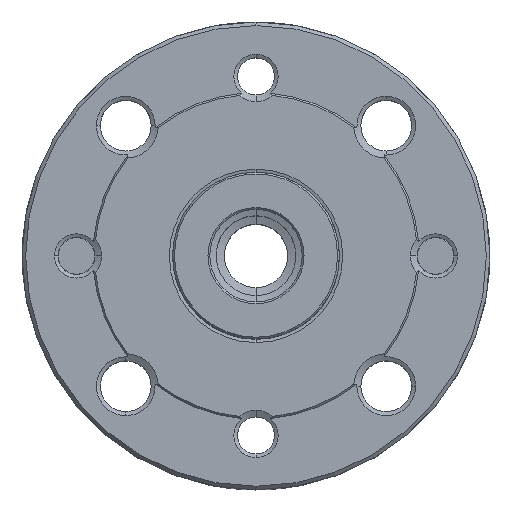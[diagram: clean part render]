
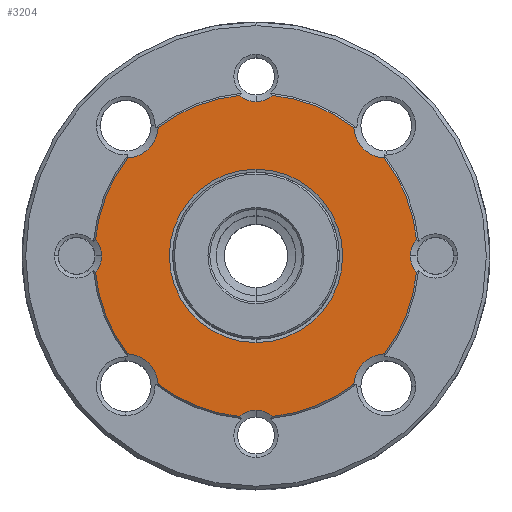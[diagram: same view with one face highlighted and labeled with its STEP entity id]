
A CAD part, top view. The second image highlights one B-rep face of the part: STEP entity #3204.
In plain terms, the highlighted planar face has unit normal (0, 0, 1).
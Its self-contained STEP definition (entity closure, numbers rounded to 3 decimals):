
#1412=VERTEX_POINT('NONE',#3970);
#1544=VERTEX_POINT('NONE',#4115);
#1564=VERTEX_POINT('NONE',#4137);
#1614=EDGE_CURVE('NONE',#1564,#2270,#4190,.T.);
#1666=EDGE_CURVE('NONE',#3004,#3608,#4246,.T.);
#1682=EDGE_CURVE('NONE',#1412,#3472,#4262,.T.);
#1930=EDGE_CURVE('NONE',#3794,#3784,#4539,.T.);
#1932=VERTEX_POINT('NONE',#4541);
#1946=EDGE_CURVE('NONE',#3370,#3160,#4558,.T.);
#2076=VERTEX_POINT('NONE',#4703);
#2182=EDGE_CURVE('NONE',#2408,#2728,#4822,.T.);
#2270=VERTEX_POINT('NONE',#4923);
#2328=EDGE_CURVE('NONE',#3004,#3472,#4988,.T.);
#2408=VERTEX_POINT('NONE',#5079);
#2534=EDGE_CURVE('NONE',#3152,#3612,#5218,.T.);
#2712=EDGE_CURVE('NONE',#3368,#1564,#5412,.T.);
#2728=VERTEX_POINT('NONE',#5429);
#2732=VERTEX_POINT('NONE',#5433);
#2832=EDGE_CURVE('NONE',#3368,#3784,#5549,.T.);
#2838=EDGE_CURVE('NONE',#1932,#2076,#5555,.T.);
#2866=EDGE_CURVE('NONE',#2732,#1932,#5591,.T.);
#3004=VERTEX_POINT('NONE',#5750);
#3036=EDGE_CURVE('NONE',#1412,#1544,#5783,.T.);
#3052=EDGE_CURVE('NONE',#2732,#3294,#5800,.T.);
#3114=VERTEX_POINT('NONE',#5867);
#3152=VERTEX_POINT('NONE',#5907);
#3160=VERTEX_POINT('NONE',#5917);
#3204=ADVANCED_FACE('NONE',(#5967,#5968),#5969,.T.);
#3246=EDGE_CURVE('NONE',#3794,#2076,#6017,.T.);
#3276=EDGE_CURVE('NONE',#3732,#3114,#6048,.T.);
#3294=VERTEX_POINT('NONE',#6068);
#3368=VERTEX_POINT('NONE',#6147);
#3370=VERTEX_POINT('NONE',#6149);
#3372=EDGE_CURVE('NONE',#2408,#2270,#6151,.T.);
#3460=EDGE_CURVE('NONE',#3160,#3608,#6248,.T.);
#3472=VERTEX_POINT('NONE',#6261);
#3478=EDGE_CURVE('NONE',#1544,#3612,#6267,.T.);
#3608=VERTEX_POINT('NONE',#6414);
#3612=VERTEX_POINT('NONE',#6418);
#3704=EDGE_CURVE('NONE',#3152,#3294,#6525,.T.);
#3732=VERTEX_POINT('NONE',#6558);
#3752=EDGE_CURVE('NONE',#3114,#3732,#6579,.T.);
#3784=VERTEX_POINT('NONE',#6611);
#3794=VERTEX_POINT('NONE',#6622);
#3826=EDGE_CURVE('NONE',#3370,#2728,#6662,.T.);
#3970=CARTESIAN_POINT('',(-4.593,44.262,0.));
#4115=CARTESIAN_POINT('',(0.,42.534,0.));
#4137=CARTESIAN_POINT('',(0.,-42.534,0.));
#4190=CIRCLE('',#7280,6.966);
#4246=CIRCLE('',#7355,44.5);
#4262=CIRCLE('',#7379,44.5);
#4539=CIRCLE('',#7781,8.966);
#4541=CARTESIAN_POINT('',(42.534,0.,0.));
#4558=CIRCLE('',#7805,6.966);
#4703=CARTESIAN_POINT('',(44.262,-4.593,0.));
#4822=CIRCLE('',#8239,8.966);
#4923=CARTESIAN_POINT('',(-4.593,-44.262,0.));
#4988=CIRCLE('',#8559,8.966);
#5079=CARTESIAN_POINT('',(-26.97,-35.396,0.));
#5218=CIRCLE('',#8916,44.5);
#5412=CIRCLE('',#9274,6.966);
#5429=CARTESIAN_POINT('',(-35.396,-26.97,0.));
#5433=CARTESIAN_POINT('',(44.262,4.593,0.));
#5549=CIRCLE('',#9480,44.5);
#5555=CIRCLE('',#9521,6.966);
#5591=CIRCLE('',#9573,6.966);
#5750=CARTESIAN_POINT('',(-35.396,26.97,0.));
#5783=CIRCLE('',#9935,6.966);
#5800=CIRCLE('',#9959,44.5);
#5867=CARTESIAN_POINT('',(0.0,23.899,0.));
#5907=CARTESIAN_POINT('',(26.97,35.396,0.));
#5917=CARTESIAN_POINT('',(-42.534,0.,0.));
#5967=FACE_OUTER_BOUND('',#10265,.T.);
#5968=FACE_BOUND('',#10266,.T.);
#5969=PLANE('',#10267);
#6017=CIRCLE('',#10330,44.5);
#6048=CIRCLE('',#10382,23.899);
#6068=CARTESIAN_POINT('',(35.396,26.97,0.));
#6147=CARTESIAN_POINT('',(4.593,-44.262,0.));
#6149=CARTESIAN_POINT('',(-44.262,-4.593,0.));
#6151=CIRCLE('',#10592,44.5);
#6248=CIRCLE('',#10782,6.966);
#6261=CARTESIAN_POINT('',(-26.97,35.396,0.));
#6267=CIRCLE('',#10809,6.966);
#6414=CARTESIAN_POINT('',(-44.262,4.593,0.));
#6418=CARTESIAN_POINT('',(4.593,44.262,0.));
#6525=CIRCLE('',#11153,8.966);
#6558=CARTESIAN_POINT('',(0.,-23.899,0.));
#6579=CIRCLE('',#11237,23.899);
#6611=CARTESIAN_POINT('',(26.97,-35.396,0.));
#6622=CARTESIAN_POINT('',(35.396,-26.97,0.));
#6662=CIRCLE('',#11351,44.5);
#7280=AXIS2_PLACEMENT_3D('',#11699,#11700,#11701);
#7355=AXIS2_PLACEMENT_3D('',#11759,#11760,#11761);
#7379=AXIS2_PLACEMENT_3D('',#11768,#11769,#11770);
#7781=AXIS2_PLACEMENT_3D('',#12107,#12108,#12109);
#7805=AXIS2_PLACEMENT_3D('',#12159,#12160,#12161);
#8239=AXIS2_PLACEMENT_3D('',#12492,#12493,#12494);
#8559=AXIS2_PLACEMENT_3D('',#12697,#12698,#12699);
#8916=AXIS2_PLACEMENT_3D('',#12976,#12977,#12978);
#9274=AXIS2_PLACEMENT_3D('',#13178,#13179,#13180);
#9480=AXIS2_PLACEMENT_3D('',#13354,#13355,#13356);
#9521=AXIS2_PLACEMENT_3D('',#13357,#13358,#13359);
#9573=AXIS2_PLACEMENT_3D('',#13427,#13428,#13429);
#9935=AXIS2_PLACEMENT_3D('',#13682,#13683,#13684);
#9959=AXIS2_PLACEMENT_3D('',#13701,#13702,#13703);
#10265=EDGE_LOOP('',(#13863,#13864,#13865,#13866,#13867,#13868,#13869,#13870,#13871,#13872,#13873,#13874,#13875,#13876,#13877,#13878,#13879,#13880,#13881,#13882));
#10266=EDGE_LOOP('',(#13883,#13884));
#10267=AXIS2_PLACEMENT_3D('',#13885,#13886,#13887);
#10330=AXIS2_PLACEMENT_3D('',#13947,#13948,#13949);
#10382=AXIS2_PLACEMENT_3D('',#13975,#13976,#13977);
#10592=AXIS2_PLACEMENT_3D('',#14080,#14081,#14082);
#10782=AXIS2_PLACEMENT_3D('',#14192,#14193,#14194);
#10809=AXIS2_PLACEMENT_3D('',#14206,#14207,#14208);
#11153=AXIS2_PLACEMENT_3D('',#14548,#14549,#14550);
#11237=AXIS2_PLACEMENT_3D('',#14607,#14608,#14609);
#11351=AXIS2_PLACEMENT_3D('',#14703,#14704,#14705);
#11699=CARTESIAN_POINT('',(0.,-49.5,0.));
#11700=DIRECTION('',(0.0,-0.0,1.0));
#11701=DIRECTION('',(0.0,1.0,0.0));
#11759=CARTESIAN_POINT('',(0.0,0.0,0.0));
#11760=DIRECTION('',(0.0,-0.0,1.0));
#11761=DIRECTION('',(0.0,1.0,0.0));
#11768=CARTESIAN_POINT('',(0.0,0.0,0.0));
#11769=DIRECTION('',(0.0,-0.0,1.0));
#11770=DIRECTION('',(0.0,1.0,0.0));
#12107=CARTESIAN_POINT('',(35.921,-35.921,0.));
#12108=DIRECTION('',(0.0,-0.0,1.0));
#12109=DIRECTION('',(0.0,1.0,0.0));
#12159=CARTESIAN_POINT('',(-49.5,0.,0.));
#12160=DIRECTION('',(0.0,-0.0,1.0));
#12161=DIRECTION('',(0.0,1.0,0.0));
#12492=CARTESIAN_POINT('',(-35.921,-35.921,0.));
#12493=DIRECTION('',(0.0,-0.0,1.0));
#12494=DIRECTION('',(0.0,1.0,0.0));
#12697=CARTESIAN_POINT('',(-35.921,35.921,0.));
#12698=DIRECTION('',(0.0,-0.0,1.0));
#12699=DIRECTION('',(0.0,1.0,0.0));
#12976=CARTESIAN_POINT('',(0.0,0.0,0.0));
#12977=DIRECTION('',(0.0,-0.0,1.0));
#12978=DIRECTION('',(0.0,1.0,0.0));
#13178=CARTESIAN_POINT('',(0.,-49.5,0.));
#13179=DIRECTION('',(0.0,-0.0,1.0));
#13180=DIRECTION('',(0.0,1.0,0.0));
#13354=CARTESIAN_POINT('',(0.0,0.0,0.0));
#13355=DIRECTION('',(0.0,-0.0,1.0));
#13356=DIRECTION('',(0.0,1.0,0.0));
#13357=CARTESIAN_POINT('',(49.5,0.,0.));
#13358=DIRECTION('',(0.0,-0.0,1.0));
#13359=DIRECTION('',(0.0,1.0,0.0));
#13427=CARTESIAN_POINT('',(49.5,0.,0.));
#13428=DIRECTION('',(0.0,-0.0,1.0));
#13429=DIRECTION('',(0.0,1.0,0.0));
#13682=CARTESIAN_POINT('',(0.0,49.5,0.));
#13683=DIRECTION('',(0.0,-0.0,1.0));
#13684=DIRECTION('',(0.0,1.0,0.0));
#13701=CARTESIAN_POINT('',(0.0,0.0,0.0));
#13702=DIRECTION('',(0.0,-0.0,1.0));
#13703=DIRECTION('',(0.0,1.0,0.0));
#13863=ORIENTED_EDGE('',*,*,#1930,.F.);
#13864=ORIENTED_EDGE('',*,*,#3246,.T.);
#13865=ORIENTED_EDGE('',*,*,#2838,.F.);
#13866=ORIENTED_EDGE('',*,*,#2866,.F.);
#13867=ORIENTED_EDGE('',*,*,#3052,.T.);
#13868=ORIENTED_EDGE('',*,*,#3704,.F.);
#13869=ORIENTED_EDGE('',*,*,#2534,.T.);
#13870=ORIENTED_EDGE('',*,*,#3478,.F.);
#13871=ORIENTED_EDGE('',*,*,#3036,.F.);
#13872=ORIENTED_EDGE('',*,*,#1682,.T.);
#13873=ORIENTED_EDGE('',*,*,#2328,.F.);
#13874=ORIENTED_EDGE('',*,*,#1666,.T.);
#13875=ORIENTED_EDGE('',*,*,#3460,.F.);
#13876=ORIENTED_EDGE('',*,*,#1946,.F.);
#13877=ORIENTED_EDGE('',*,*,#3826,.T.);
#13878=ORIENTED_EDGE('',*,*,#2182,.F.);
#13879=ORIENTED_EDGE('',*,*,#3372,.T.);
#13880=ORIENTED_EDGE('',*,*,#1614,.F.);
#13881=ORIENTED_EDGE('',*,*,#2712,.F.);
#13882=ORIENTED_EDGE('',*,*,#2832,.T.);
#13883=ORIENTED_EDGE('',*,*,#3752,.T.);
#13884=ORIENTED_EDGE('',*,*,#3276,.T.);
#13885=CARTESIAN_POINT('',(-44.0,0.0,0.));
#13886=DIRECTION('',(0.0,-0.0,1.0));
#13887=DIRECTION('',(0.0,1.0,0.0));
#13947=CARTESIAN_POINT('',(0.0,0.0,0.0));
#13948=DIRECTION('',(0.0,-0.0,1.0));
#13949=DIRECTION('',(0.0,1.0,0.0));
#13975=CARTESIAN_POINT('',(0.0,0.0,0.));
#13976=DIRECTION('',(0.0,0.0,-1.0));
#13977=DIRECTION('',(0.0,-1.0,0.0));
#14080=CARTESIAN_POINT('',(0.0,0.0,0.0));
#14081=DIRECTION('',(0.0,-0.0,1.0));
#14082=DIRECTION('',(0.0,1.0,0.0));
#14192=CARTESIAN_POINT('',(-49.5,0.,0.));
#14193=DIRECTION('',(0.0,-0.0,1.0));
#14194=DIRECTION('',(0.0,1.0,0.0));
#14206=CARTESIAN_POINT('',(0.0,49.5,0.));
#14207=DIRECTION('',(0.0,-0.0,1.0));
#14208=DIRECTION('',(0.0,1.0,0.0));
#14548=CARTESIAN_POINT('',(35.921,35.921,0.));
#14549=DIRECTION('',(0.0,-0.0,1.0));
#14550=DIRECTION('',(0.0,1.0,0.0));
#14607=CARTESIAN_POINT('',(0.0,0.0,0.));
#14608=DIRECTION('',(0.0,0.0,-1.0));
#14609=DIRECTION('',(0.0,-1.0,0.0));
#14703=CARTESIAN_POINT('',(0.0,0.0,0.0));
#14704=DIRECTION('',(0.0,-0.0,1.0));
#14705=DIRECTION('',(0.0,1.0,0.0));
